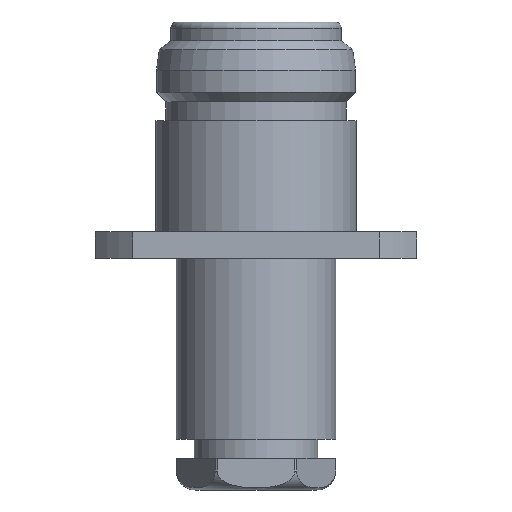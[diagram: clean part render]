
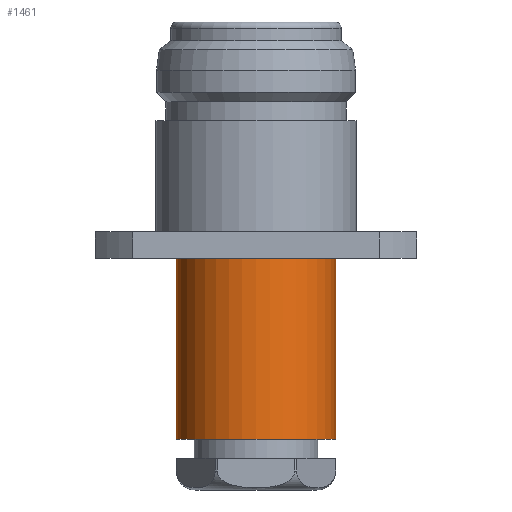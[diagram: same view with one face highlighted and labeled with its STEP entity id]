
A CAD part, front view. The second image highlights one B-rep face of the part: STEP entity #1461.
In plain terms, the highlighted cylindrical face has radius 6.3 mm (diameter 12.6 mm), a partial arc.
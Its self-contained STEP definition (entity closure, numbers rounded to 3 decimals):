
#83 = CARTESIAN_POINT ( 'NONE',  ( -6.3, 0., -18.7 ) ) ;
#209 = ORIENTED_EDGE ( 'NONE', *, *, #1303, .F. ) ;
#225 = EDGE_CURVE ( 'NONE', #669, #4065, #1054, .T. ) ;
#320 = DIRECTION ( 'NONE',  ( 0., 0., 1. ) ) ;
#394 = ORIENTED_EDGE ( 'NONE', *, *, #225, .T. ) ;
#411 = DIRECTION ( 'NONE',  ( 1., 0., 0. ) ) ;
#552 = CARTESIAN_POINT ( 'NONE',  ( 0., 0., -33. ) ) ;
#669 = VERTEX_POINT ( 'NONE', #2249 ) ;
#689 = VECTOR ( 'NONE', #2375, 1000. ) ;
#690 = CARTESIAN_POINT ( 'NONE',  ( 0., 0., -18.7 ) ) ;
#1048 = FACE_OUTER_BOUND ( 'NONE', #3653, .T. ) ;
#1054 = LINE ( 'NONE', #2143, #3112 ) ;
#1179 = ORIENTED_EDGE ( 'NONE', *, *, #4250, .F. ) ;
#1303 = EDGE_CURVE ( 'NONE', #4280, #4065, #3795, .T. ) ;
#1461 = ADVANCED_FACE ( 'NONE', ( #1048 ), #3787, .T. ) ;
#1650 = CARTESIAN_POINT ( 'NONE',  ( -6.3, 0., -33. ) ) ;
#1688 = DIRECTION ( 'NONE',  ( 0., 0., 1. ) ) ;
#1977 = AXIS2_PLACEMENT_3D ( 'NONE', #3698, #320, #3387 ) ;
#2017 = ORIENTED_EDGE ( 'NONE', *, *, #3024, .T. ) ;
#2143 = CARTESIAN_POINT ( 'NONE',  ( 6.3, 0., 2.331 ) ) ;
#2249 = CARTESIAN_POINT ( 'NONE',  ( 6.3, 0., -33. ) ) ;
#2375 = DIRECTION ( 'NONE',  ( 0., 0., 1. ) ) ;
#2566 = VERTEX_POINT ( 'NONE', #1650 ) ;
#2626 = CARTESIAN_POINT ( 'NONE',  ( 6.3, 0., -18.7 ) ) ;
#2686 = DIRECTION ( 'NONE',  ( 1., 0., 0. ) ) ;
#3024 = EDGE_CURVE ( 'NONE', #2566, #669, #4116, .T. ) ;
#3094 = CARTESIAN_POINT ( 'NONE',  ( -6.3, 0., 2.331 ) ) ;
#3112 = VECTOR ( 'NONE', #4007, 1000. ) ;
#3265 = LINE ( 'NONE', #3094, #689 ) ;
#3387 = DIRECTION ( 'NONE',  ( 1., 0., 0. ) ) ;
#3555 = AXIS2_PLACEMENT_3D ( 'NONE', #552, #3793, #411 ) ;
#3653 = EDGE_LOOP ( 'NONE', ( #1179, #2017, #394, #209 ) ) ;
#3698 = CARTESIAN_POINT ( 'NONE',  ( 0., 0., 2.331 ) ) ;
#3787 = CYLINDRICAL_SURFACE ( 'NONE', #1977, 6.3 ) ;
#3793 = DIRECTION ( 'NONE',  ( 0., 0., 1. ) ) ;
#3795 = CIRCLE ( 'NONE', #3886, 6.3 ) ;
#3886 = AXIS2_PLACEMENT_3D ( 'NONE', #690, #1688, #2686 ) ;
#4007 = DIRECTION ( 'NONE',  ( 0., 0., 1. ) ) ;
#4065 = VERTEX_POINT ( 'NONE', #2626 ) ;
#4116 = CIRCLE ( 'NONE', #3555, 6.3 ) ;
#4250 = EDGE_CURVE ( 'NONE', #2566, #4280, #3265, .T. ) ;
#4280 = VERTEX_POINT ( 'NONE', #83 ) ;
